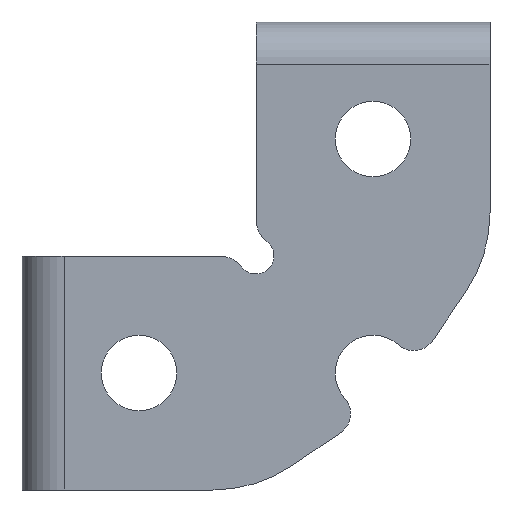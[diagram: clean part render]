
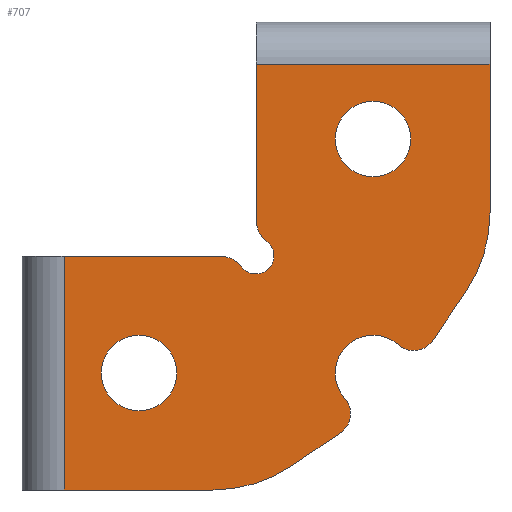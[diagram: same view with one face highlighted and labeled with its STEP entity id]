
A CAD part, front view. The second image highlights one B-rep face of the part: STEP entity #707.
In plain terms, the highlighted planar face has unit normal (0, -1, 0).
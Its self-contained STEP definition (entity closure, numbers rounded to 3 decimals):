
#17=FACE_BOUND('',#96,.T.);
#18=FACE_BOUND('',#97,.T.);
#24=PLANE('',#780);
#51=FACE_OUTER_BOUND('',#95,.T.);
#95=EDGE_LOOP('',(#511,#512,#513,#514,#515,#516,#517,#518,#519,#520,#521,
#522,#523,#524,#525,#526));
#96=EDGE_LOOP('',(#527));
#97=EDGE_LOOP('',(#528));
#151=LINE('',#1136,#215);
#152=LINE('',#1138,#216);
#153=LINE('',#1142,#217);
#154=LINE('',#1147,#218);
#155=LINE('',#1151,#219);
#156=LINE('',#1153,#220);
#157=LINE('',#1155,#221);
#158=LINE('',#1162,#222);
#215=VECTOR('',#903,1000.);
#216=VECTOR('',#904,1000.);
#217=VECTOR('',#907,1000.);
#218=VECTOR('',#912,1000.);
#219=VECTOR('',#915,1000.);
#220=VECTOR('',#916,1000.);
#221=VECTOR('',#917,1000.);
#222=VECTOR('',#924,1000.);
#269=CIRCLE('',#764,8.08);
#271=CIRCLE('',#767,8.08);
#273=CIRCLE('',#770,8.08);
#282=CIRCLE('',#781,30.);
#283=CIRCLE('',#782,5.);
#284=CIRCLE('',#783,5.);
#285=CIRCLE('',#784,30.);
#286=CIRCLE('',#785,6.);
#287=CIRCLE('',#786,3.842);
#288=CIRCLE('',#787,6.);
#309=VERTEX_POINT('',#1083);
#311=VERTEX_POINT('',#1089);
#313=VERTEX_POINT('',#1095);
#314=VERTEX_POINT('',#1096);
#331=VERTEX_POINT('',#1134);
#332=VERTEX_POINT('',#1135);
#333=VERTEX_POINT('',#1137);
#334=VERTEX_POINT('',#1139);
#335=VERTEX_POINT('',#1141);
#336=VERTEX_POINT('',#1144);
#337=VERTEX_POINT('',#1146);
#338=VERTEX_POINT('',#1148);
#339=VERTEX_POINT('',#1150);
#340=VERTEX_POINT('',#1152);
#341=VERTEX_POINT('',#1154);
#342=VERTEX_POINT('',#1156);
#343=VERTEX_POINT('',#1158);
#344=VERTEX_POINT('',#1160);
#375=EDGE_CURVE('',#309,#309,#269,.T.);
#378=EDGE_CURVE('',#311,#311,#271,.T.);
#381=EDGE_CURVE('',#313,#314,#273,.T.);
#400=EDGE_CURVE('',#331,#332,#151,.T.);
#401=EDGE_CURVE('',#332,#333,#152,.T.);
#402=EDGE_CURVE('',#334,#333,#282,.T.);
#403=EDGE_CURVE('',#334,#335,#153,.T.);
#404=EDGE_CURVE('',#335,#313,#283,.T.);
#405=EDGE_CURVE('',#336,#314,#284,.T.);
#406=EDGE_CURVE('',#336,#337,#154,.T.);
#407=EDGE_CURVE('',#338,#337,#285,.T.);
#408=EDGE_CURVE('',#339,#338,#155,.T.);
#409=EDGE_CURVE('',#339,#340,#156,.T.);
#410=EDGE_CURVE('',#340,#341,#157,.T.);
#411=EDGE_CURVE('',#342,#341,#286,.T.);
#412=EDGE_CURVE('',#342,#343,#287,.T.);
#413=EDGE_CURVE('',#343,#344,#288,.T.);
#414=EDGE_CURVE('',#331,#344,#158,.T.);
#511=ORIENTED_EDGE('',*,*,#400,.T.);
#512=ORIENTED_EDGE('',*,*,#401,.T.);
#513=ORIENTED_EDGE('',*,*,#402,.F.);
#514=ORIENTED_EDGE('',*,*,#403,.T.);
#515=ORIENTED_EDGE('',*,*,#404,.T.);
#516=ORIENTED_EDGE('',*,*,#381,.T.);
#517=ORIENTED_EDGE('',*,*,#405,.F.);
#518=ORIENTED_EDGE('',*,*,#406,.T.);
#519=ORIENTED_EDGE('',*,*,#407,.F.);
#520=ORIENTED_EDGE('',*,*,#408,.F.);
#521=ORIENTED_EDGE('',*,*,#409,.T.);
#522=ORIENTED_EDGE('',*,*,#410,.T.);
#523=ORIENTED_EDGE('',*,*,#411,.F.);
#524=ORIENTED_EDGE('',*,*,#412,.T.);
#525=ORIENTED_EDGE('',*,*,#413,.T.);
#526=ORIENTED_EDGE('',*,*,#414,.F.);
#527=ORIENTED_EDGE('',*,*,#378,.T.);
#528=ORIENTED_EDGE('',*,*,#375,.T.);
#707=ADVANCED_FACE('',(#51,#17,#18),#24,.F.);
#764=AXIS2_PLACEMENT_3D('',#1084,#857,#858);
#767=AXIS2_PLACEMENT_3D('',#1090,#864,#865);
#770=AXIS2_PLACEMENT_3D('',#1097,#871,#872);
#780=AXIS2_PLACEMENT_3D('',#1133,#901,#902);
#781=AXIS2_PLACEMENT_3D('',#1140,#905,#906);
#782=AXIS2_PLACEMENT_3D('',#1143,#908,#909);
#783=AXIS2_PLACEMENT_3D('',#1145,#910,#911);
#784=AXIS2_PLACEMENT_3D('',#1149,#913,#914);
#785=AXIS2_PLACEMENT_3D('',#1157,#918,#919);
#786=AXIS2_PLACEMENT_3D('',#1159,#920,#921);
#787=AXIS2_PLACEMENT_3D('',#1161,#922,#923);
#857=DIRECTION('center_axis',(0.,1.,0.));
#858=DIRECTION('ref_axis',(0.,0.,1.));
#864=DIRECTION('center_axis',(0.,1.,0.));
#865=DIRECTION('ref_axis',(0.,0.,1.));
#871=DIRECTION('center_axis',(0.,1.,0.));
#872=DIRECTION('ref_axis',(0.,0.,1.));
#901=DIRECTION('center_axis',(0.,1.,0.));
#902=DIRECTION('ref_axis',(0.,0.,1.));
#903=DIRECTION('',(0.,0.,-1.));
#904=DIRECTION('',(1.,0.,0.));
#905=DIRECTION('center_axis',(0.,1.,0.));
#906=DIRECTION('ref_axis',(0.,0.,1.));
#907=DIRECTION('',(0.828,0.,0.56));
#908=DIRECTION('center_axis',(0.,-1.,0.));
#909=DIRECTION('ref_axis',(0.,0.,1.));
#910=DIRECTION('center_axis',(0.,1.,0.));
#911=DIRECTION('ref_axis',(0.,0.,1.));
#912=DIRECTION('',(0.56,0.,0.828));
#913=DIRECTION('center_axis',(0.,1.,0.));
#914=DIRECTION('ref_axis',(0.,0.,1.));
#915=DIRECTION('',(0.,0.,-1.));
#916=DIRECTION('',(-1.,0.,0.));
#917=DIRECTION('',(0.,0.,-1.));
#918=DIRECTION('center_axis',(0.,1.,0.));
#919=DIRECTION('ref_axis',(0.,0.,1.));
#920=DIRECTION('center_axis',(0.,1.,0.));
#921=DIRECTION('ref_axis',(0.,0.,1.));
#922=DIRECTION('center_axis',(0.,-1.,0.));
#923=DIRECTION('ref_axis',(0.,0.,1.));
#924=DIRECTION('',(1.,0.,0.));
#1083=CARTESIAN_POINT('',(75.,0.,-33.08));
#1084=CARTESIAN_POINT('Origin',(75.,0.,-25.));
#1089=CARTESIAN_POINT('',(25.,0.,-83.08));
#1090=CARTESIAN_POINT('Origin',(25.,0.,-75.));
#1095=CARTESIAN_POINT('',(68.95,0.,-80.356));
#1096=CARTESIAN_POINT('',(80.356,0.,-68.95));
#1097=CARTESIAN_POINT('Origin',(75.,0.,-75.));
#1133=CARTESIAN_POINT('Origin',(0.,0.,0.));
#1134=CARTESIAN_POINT('',(9.,0.,-50.));
#1135=CARTESIAN_POINT('',(9.,0.,-100.));
#1136=CARTESIAN_POINT('',(9.,0.,-50.));
#1137=CARTESIAN_POINT('',(40.802,0.,-100.));
#1138=CARTESIAN_POINT('',(0.,0.,-100.));
#1139=CARTESIAN_POINT('',(57.617,0.,-94.845));
#1140=CARTESIAN_POINT('Origin',(40.802,0.,-70.));
#1141=CARTESIAN_POINT('',(68.009,0.,-87.811));
#1142=CARTESIAN_POINT('',(62.126,0.,-91.793));
#1143=CARTESIAN_POINT('Origin',(65.207,0.,-83.671));
#1144=CARTESIAN_POINT('',(87.811,0.,-68.009));
#1145=CARTESIAN_POINT('Origin',(83.671,0.,-65.207));
#1146=CARTESIAN_POINT('',(94.845,0.,-57.617));
#1147=CARTESIAN_POINT('',(91.793,0.,-62.126));
#1148=CARTESIAN_POINT('',(100.,0.,-40.802));
#1149=CARTESIAN_POINT('Origin',(70.,0.,-40.802));
#1150=CARTESIAN_POINT('',(100.,0.,-9.));
#1151=CARTESIAN_POINT('',(100.,0.,0.));
#1152=CARTESIAN_POINT('',(50.,0.,-9.));
#1153=CARTESIAN_POINT('',(100.,0.,-9.));
#1154=CARTESIAN_POINT('',(50.,0.,-42.198));
#1155=CARTESIAN_POINT('',(50.,0.,0.));
#1156=CARTESIAN_POINT('',(52.342,0.,-46.954));
#1157=CARTESIAN_POINT('Origin',(56.,0.,-42.198));
#1158=CARTESIAN_POINT('',(46.954,0.,-52.342));
#1159=CARTESIAN_POINT('Origin',(50.,0.,-50.));
#1160=CARTESIAN_POINT('',(42.198,0.,-50.));
#1161=CARTESIAN_POINT('Origin',(42.198,0.,-56.));
#1162=CARTESIAN_POINT('',(0.,0.,-50.));
